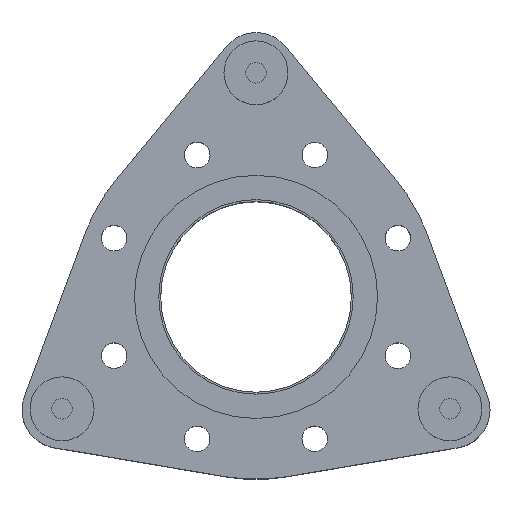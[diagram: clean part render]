
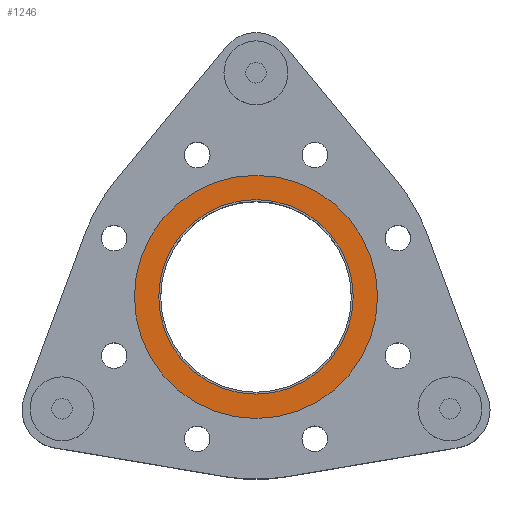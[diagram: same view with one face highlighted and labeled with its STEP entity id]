
A CAD part, top view. The second image highlights one B-rep face of the part: STEP entity #1246.
In plain terms, the highlighted planar face has unit normal (0, 0, 1).
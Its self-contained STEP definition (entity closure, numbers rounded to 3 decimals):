
#1246 = ADVANCED_FACE ( 'NONE', ( #9927, #30923 ), #15168, .T. ) ;
#1859 = DIRECTION ( 'NONE',  ( 0., 0., 1. ) ) ;
#2932 = EDGE_LOOP ( 'NONE', ( #27770, #18315 ) ) ;
#3035 = DIRECTION ( 'NONE',  ( 1., 0., 0. ) ) ;
#3544 = AXIS2_PLACEMENT_3D ( 'NONE', #12630, #22965, #27717 ) ;
#4439 = VERTEX_POINT ( 'NONE', #6468 ) ;
#5234 = DIRECTION ( 'NONE',  ( 0., 0., 1. ) ) ;
#6468 = CARTESIAN_POINT ( 'NONE',  ( 95., 0., 1.5 ) ) ;
#7115 = DIRECTION ( 'NONE',  ( 1., 0., 0. ) ) ;
#9927 = FACE_OUTER_BOUND ( 'NONE', #12900, .T. ) ;
#10225 = DIRECTION ( 'NONE',  ( 1., 0., 0. ) ) ;
#11496 = DIRECTION ( 'NONE',  ( 0., 0., 1. ) ) ;
#12630 = CARTESIAN_POINT ( 'NONE',  ( 0., 0., 1.5 ) ) ;
#12900 = EDGE_LOOP ( 'NONE', ( #13600, #28542 ) ) ;
#13600 = ORIENTED_EDGE ( 'NONE', *, *, #18559, .T. ) ;
#15168 = PLANE ( 'NONE',  #3544 ) ;
#15292 = EDGE_CURVE ( 'NONE', #27335, #30715, #28371, .T. ) ;
#15467 = CARTESIAN_POINT ( 'NONE',  ( 76., 0., 1.5 ) ) ;
#15566 = EDGE_CURVE ( 'NONE', #4439, #21000, #23499, .T. ) ;
#15917 = AXIS2_PLACEMENT_3D ( 'NONE', #25051, #1859, #7115 ) ;
#18315 = ORIENTED_EDGE ( 'NONE', *, *, #32265, .F. ) ;
#18559 = EDGE_CURVE ( 'NONE', #21000, #4439, #31169, .T. ) ;
#18790 = CARTESIAN_POINT ( 'NONE',  ( 0., 0., 1.5 ) ) ;
#20207 = CIRCLE ( 'NONE', #24564, 76. ) ;
#21000 = VERTEX_POINT ( 'NONE', #29034 ) ;
#21348 = AXIS2_PLACEMENT_3D ( 'NONE', #33241, #25626, #10225 ) ;
#21971 = AXIS2_PLACEMENT_3D ( 'NONE', #18790, #11496, #31825 ) ;
#22965 = DIRECTION ( 'NONE',  ( 0., 0., 1. ) ) ;
#23499 = CIRCLE ( 'NONE', #21348, 95. ) ;
#24390 = CARTESIAN_POINT ( 'NONE',  ( -76., 0., 1.5 ) ) ;
#24564 = AXIS2_PLACEMENT_3D ( 'NONE', #26211, #5234, #3035 ) ;
#25051 = CARTESIAN_POINT ( 'NONE',  ( 0., 0., 1.5 ) ) ;
#25626 = DIRECTION ( 'NONE',  ( 0., 0., 1. ) ) ;
#26211 = CARTESIAN_POINT ( 'NONE',  ( 0., 0., 1.5 ) ) ;
#27335 = VERTEX_POINT ( 'NONE', #15467 ) ;
#27717 = DIRECTION ( 'NONE',  ( 1., 0., 0. ) ) ;
#27770 = ORIENTED_EDGE ( 'NONE', *, *, #15292, .F. ) ;
#28371 = CIRCLE ( 'NONE', #15917, 76. ) ;
#28542 = ORIENTED_EDGE ( 'NONE', *, *, #15566, .T. ) ;
#29034 = CARTESIAN_POINT ( 'NONE',  ( -95., 0., 1.5 ) ) ;
#30715 = VERTEX_POINT ( 'NONE', #24390 ) ;
#30923 = FACE_BOUND ( 'NONE', #2932, .T. ) ;
#31169 = CIRCLE ( 'NONE', #21971, 95. ) ;
#31825 = DIRECTION ( 'NONE',  ( 1., 0., 0. ) ) ;
#32265 = EDGE_CURVE ( 'NONE', #30715, #27335, #20207, .T. ) ;
#33241 = CARTESIAN_POINT ( 'NONE',  ( 0., 0., 1.5 ) ) ;
